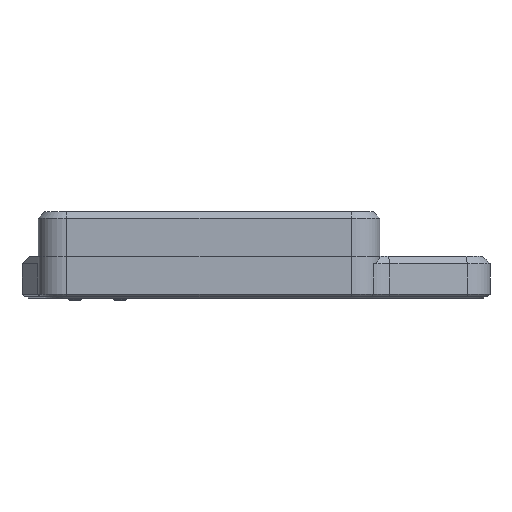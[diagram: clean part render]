
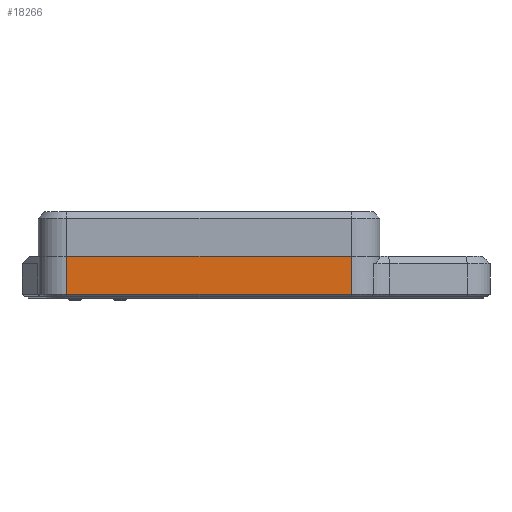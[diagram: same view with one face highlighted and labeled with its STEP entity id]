
A CAD part, left-side view. The second image highlights one B-rep face of the part: STEP entity #18266.
In plain terms, the highlighted planar face has unit normal (-1, 0, 0).
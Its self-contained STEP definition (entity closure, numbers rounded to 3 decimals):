
#522=CARTESIAN_POINT('',(-3.452,-3.835,4.));
#523=VERTEX_POINT('',#522);
#531=CARTESIAN_POINT('',(-3.452,-57.279,4.));
#532=VERTEX_POINT('',#531);
#533=CARTESIAN_POINT('',(-3.452,-3.835,4.));
#534=DIRECTION('',(-0.,-1.,-0.));
#535=VECTOR('',#534,53.444);
#536=LINE('',#533,#535);
#537=EDGE_CURVE('',#523,#532,#536,.T.);
#17984=CARTESIAN_POINT('',(-3.452,-57.279,-3.15));
#17985=VERTEX_POINT('',#17984);
#18062=CARTESIAN_POINT('',(-3.452,-57.279,-3.15));
#18063=DIRECTION('',(0.,0.,1.));
#18064=VECTOR('',#18063,7.15);
#18065=LINE('',#18062,#18064);
#18066=EDGE_CURVE('',#17985,#532,#18065,.T.);
#18133=CARTESIAN_POINT('',(-3.452,-3.835,-3.15));
#18134=VERTEX_POINT('',#18133);
#18135=CARTESIAN_POINT('',(-3.452,-57.279,-3.15));
#18136=DIRECTION('',(0.,1.,0.));
#18137=VECTOR('',#18136,53.444);
#18138=LINE('',#18135,#18137);
#18139=EDGE_CURVE('',#17985,#18134,#18138,.T.);
#18221=CARTESIAN_POINT('',(-3.452,-3.835,-3.15));
#18222=DIRECTION('',(-0.,-0.,1.));
#18223=VECTOR('',#18222,7.15);
#18224=LINE('',#18221,#18223);
#18225=EDGE_CURVE('',#18134,#523,#18224,.T.);
#18255=CARTESIAN_POINT('',(-3.452,-30.557,-2.));
#18256=DIRECTION('',(-1.,0.,0.));
#18257=DIRECTION('',(0.,0.,-1.));
#18258=AXIS2_PLACEMENT_3D('',#18255,#18256,#18257);
#18259=PLANE('',#18258);
#18260=ORIENTED_EDGE('',*,*,#18225,.F.);
#18261=ORIENTED_EDGE('',*,*,#18139,.F.);
#18262=ORIENTED_EDGE('',*,*,#18066,.T.);
#18263=ORIENTED_EDGE('',*,*,#537,.F.);
#18264=EDGE_LOOP('',(#18260,#18261,#18262,#18263));
#18265=FACE_BOUND('',#18264,.T.);
#18266=ADVANCED_FACE('',(#18265),#18259,.T.);
